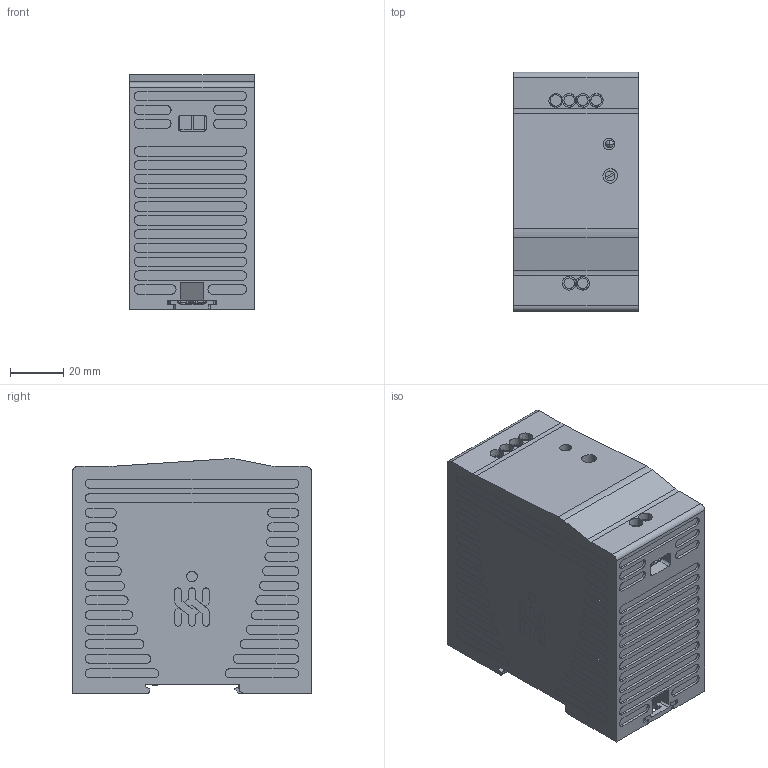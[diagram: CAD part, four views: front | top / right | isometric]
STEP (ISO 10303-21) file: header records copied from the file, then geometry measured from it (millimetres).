
FILE_DESCRIPTION(('CATIA V5R22 STEP214','CAx-IF Rec.Pracs.--- Model Styling and Organization---1.4--- 2014-01-23'),'2;1');
FILE_NAME ('1386636-1_0', '2022-05-25T14:00:22+00:00', ('Weidmueller Interface'), ('Weidmueller'), 'CATIA Version 5-6 Release 2016 SP3 HF44', 'CATIA V5 STEP AP214', 'none');
FILE_SCHEMA(('AUTOMOTIVE_DESIGN { 1 0 10303 214 1 1 1 1 }'));
Length unit declared in the file: millimetre
Products named in the file (1): 90W
Bounding box: 47 x 90 x 88.41 mm (x, y, z)
Volume: 352177.7 mm3; surface area: 39428.5 mm2
Topology: 5 solids, 5 shells, 867 faces, 2322 edges, 1554 vertices
Faces by surface type: plane 496, cylinder 322, extrusion 29, bspline 8, cone 8, sphere 4
Entity records: 30602 total; most frequent: CARTESIAN_POINT 9911, ORIENTED_EDGE 4636, DIRECTION 3467, EDGE_CURVE 2318, VECTOR 1625, LINE 1596, VERTEX_POINT 1554, AXIS2_PLACEMENT_3D 1066
